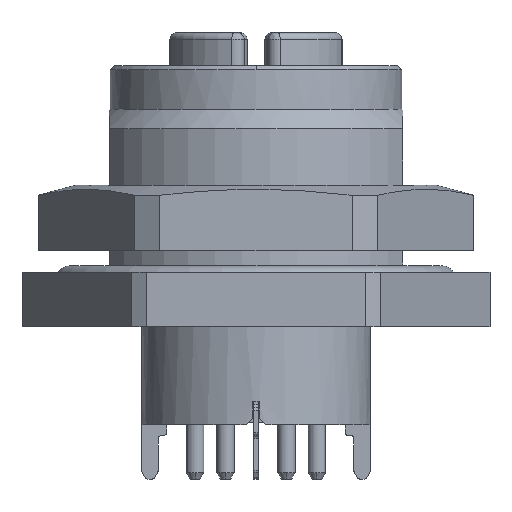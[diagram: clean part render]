
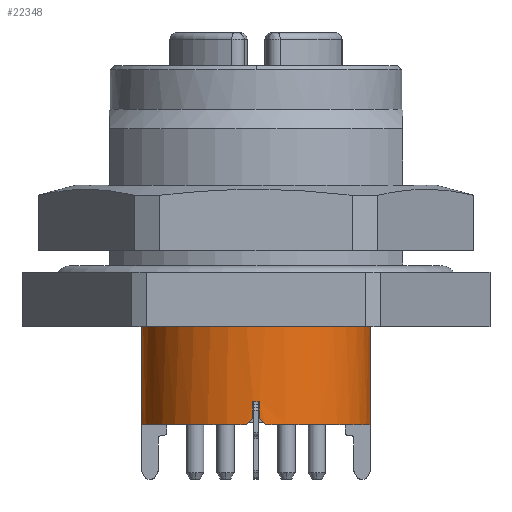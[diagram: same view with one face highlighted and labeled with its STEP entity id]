
A CAD part, front view. The second image highlights one B-rep face of the part: STEP entity #22348.
In plain terms, the highlighted cylindrical face has radius 5.25 mm (diameter 10.5 mm), a partial arc.
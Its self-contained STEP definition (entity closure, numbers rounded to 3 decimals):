
#20210=AXIS2_PLACEMENT_3D('Circle Axis2P3D',#20208,#20209,$) ;
#20300=AXIS2_PLACEMENT_3D('Circle Axis2P3D',#20298,#20299,$) ;
#22049=AXIS2_PLACEMENT_3D('Circle Axis2P3D',#22047,#22048,$) ;
#22253=AXIS2_PLACEMENT_3D('Cylinder Axis2P3D',#22250,#22251,#22252) ;
#22272=AXIS2_PLACEMENT_3D('Circle Axis2P3D',#22270,#22271,$) ;
#22294=AXIS2_PLACEMENT_3D('Circle Axis2P3D',#22292,#22293,$) ;
#20205=CARTESIAN_POINT('Vertex',(10.3,4.269,2.5)) ;
#20208=CARTESIAN_POINT('Axis2P3D Location',(10.75,9.5,2.5)) ;
#20212=CARTESIAN_POINT('Vertex',(5.519,9.05,2.5)) ;
#20234=CARTESIAN_POINT('Control Point',(5.502,9.35,2.8)) ;
#20235=CARTESIAN_POINT('Control Point',(5.504,9.29,2.74)) ;
#20236=CARTESIAN_POINT('Control Point',(5.506,9.23,2.68)) ;
#20237=CARTESIAN_POINT('Control Point',(5.51,9.17,2.62)) ;
#20238=CARTESIAN_POINT('Control Point',(5.514,9.11,2.56)) ;
#20239=CARTESIAN_POINT('Control Point',(5.519,9.05,2.5)) ;
#20240=CARTESIAN_POINT('Vertex',(5.502,9.35,2.8)) ;
#20260=CARTESIAN_POINT('Line Origine',(5.502,9.35,3.175)) ;
#20264=CARTESIAN_POINT('Vertex',(5.502,9.35,3.55)) ;
#20290=CARTESIAN_POINT('Vertex',(5.5,9.5,3.55)) ;
#20298=CARTESIAN_POINT('Axis2P3D Location',(10.75,9.5,3.55)) ;
#22042=CARTESIAN_POINT('Vertex',(10.9,4.252,3.55)) ;
#22047=CARTESIAN_POINT('Axis2P3D Location',(10.75,9.5,3.55)) ;
#22051=CARTESIAN_POINT('Vertex',(10.6,4.252,3.55)) ;
#22077=CARTESIAN_POINT('Line Origine',(10.6,4.252,3.175)) ;
#22081=CARTESIAN_POINT('Vertex',(10.6,4.252,2.8)) ;
#22102=CARTESIAN_POINT('Control Point',(10.3,4.269,2.5)) ;
#22103=CARTESIAN_POINT('Control Point',(10.36,4.264,2.56)) ;
#22104=CARTESIAN_POINT('Control Point',(10.42,4.26,2.62)) ;
#22105=CARTESIAN_POINT('Control Point',(10.48,4.256,2.68)) ;
#22106=CARTESIAN_POINT('Control Point',(10.54,4.254,2.74)) ;
#22107=CARTESIAN_POINT('Control Point',(10.6,4.252,2.8)) ;
#22250=CARTESIAN_POINT('Axis2P3D Location',(10.75,9.5,1.675)) ;
#22255=CARTESIAN_POINT('Line Origine',(10.9,4.252,1.675)) ;
#22259=CARTESIAN_POINT('Vertex',(10.9,4.252,2.8)) ;
#22263=CARTESIAN_POINT('Control Point',(10.9,4.252,2.8)) ;
#22264=CARTESIAN_POINT('Control Point',(11.,4.255,2.7)) ;
#22265=CARTESIAN_POINT('Control Point',(11.1,4.261,2.6)) ;
#22266=CARTESIAN_POINT('Control Point',(11.2,4.269,2.5)) ;
#22267=CARTESIAN_POINT('Vertex',(11.2,4.269,2.5)) ;
#22270=CARTESIAN_POINT('Axis2P3D Location',(10.75,9.5,2.5)) ;
#22274=CARTESIAN_POINT('Vertex',(15.981,9.05,2.5)) ;
#22278=CARTESIAN_POINT('Control Point',(15.981,9.05,2.5)) ;
#22279=CARTESIAN_POINT('Control Point',(15.989,9.15,2.6)) ;
#22280=CARTESIAN_POINT('Control Point',(15.995,9.25,2.7)) ;
#22281=CARTESIAN_POINT('Control Point',(15.998,9.35,2.8)) ;
#22282=CARTESIAN_POINT('Vertex',(15.998,9.35,2.8)) ;
#22285=CARTESIAN_POINT('Line Origine',(15.998,9.35,1.675)) ;
#22289=CARTESIAN_POINT('Vertex',(15.998,9.35,3.55)) ;
#22292=CARTESIAN_POINT('Axis2P3D Location',(10.75,9.5,3.55)) ;
#22296=CARTESIAN_POINT('Vertex',(16.,9.5,3.55)) ;
#22299=CARTESIAN_POINT('Line Origine',(16.,9.5,1.675)) ;
#22303=CARTESIAN_POINT('Vertex',(16.,9.5,7.)) ;
#22307=CARTESIAN_POINT('Control Point',(5.5,9.5,7.)) ;
#22308=CARTESIAN_POINT('Control Point',(5.5,8.675,7.)) ;
#22309=CARTESIAN_POINT('Control Point',(5.662,7.851,7.)) ;
#22310=CARTESIAN_POINT('Control Point',(5.986,7.068,7.)) ;
#22311=CARTESIAN_POINT('Control Point',(6.923,5.673,7.)) ;
#22312=CARTESIAN_POINT('Control Point',(8.318,4.736,7.)) ;
#22313=CARTESIAN_POINT('Control Point',(9.101,4.412,7.)) ;
#22314=CARTESIAN_POINT('Control Point',(10.75,4.088,7.)) ;
#22315=CARTESIAN_POINT('Control Point',(12.399,4.412,7.)) ;
#22316=CARTESIAN_POINT('Control Point',(13.182,4.736,7.)) ;
#22317=CARTESIAN_POINT('Control Point',(14.577,5.673,7.)) ;
#22318=CARTESIAN_POINT('Control Point',(15.514,7.068,7.)) ;
#22319=CARTESIAN_POINT('Control Point',(15.838,7.851,7.)) ;
#22320=CARTESIAN_POINT('Control Point',(16.,8.675,7.)) ;
#22321=CARTESIAN_POINT('Control Point',(16.,9.5,7.)) ;
#22322=CARTESIAN_POINT('Vertex',(5.5,9.5,7.)) ;
#22325=CARTESIAN_POINT('Line Origine',(5.5,9.5,1.675)) ;
#20209=DIRECTION('Axis2P3D Direction',(0.,0.,1.)) ;
#20261=DIRECTION('Vector Direction',(0.,0.,1.)) ;
#20299=DIRECTION('Axis2P3D Direction',(-0.,0.,1.)) ;
#22048=DIRECTION('Axis2P3D Direction',(0.,0.,1.)) ;
#22078=DIRECTION('Vector Direction',(0.,0.,1.)) ;
#22251=DIRECTION('Axis2P3D Direction',(0.,0.,1.)) ;
#22252=DIRECTION('Axis2P3D XDirection',(-1.,0.,0.)) ;
#22256=DIRECTION('Vector Direction',(0.,0.,1.)) ;
#22271=DIRECTION('Axis2P3D Direction',(0.,0.,1.)) ;
#22286=DIRECTION('Vector Direction',(0.,0.,1.)) ;
#22293=DIRECTION('Axis2P3D Direction',(0.,0.,1.)) ;
#22300=DIRECTION('Vector Direction',(0.,0.,1.)) ;
#22326=DIRECTION('Vector Direction',(0.,0.,1.)) ;
#20262=VECTOR('Line Direction',#20261,1.) ;
#22079=VECTOR('Line Direction',#22078,1.) ;
#22257=VECTOR('Line Direction',#22256,1.) ;
#22287=VECTOR('Line Direction',#22286,1.) ;
#22301=VECTOR('Line Direction',#22300,1.) ;
#22327=VECTOR('Line Direction',#22326,1.) ;
#22331=ORIENTED_EDGE('',*,*,#22083,.T.) ;
#22332=ORIENTED_EDGE('',*,*,#22053,.T.) ;
#22333=ORIENTED_EDGE('',*,*,#22261,.F.) ;
#22334=ORIENTED_EDGE('',*,*,#22269,.T.) ;
#22335=ORIENTED_EDGE('',*,*,#22276,.T.) ;
#22336=ORIENTED_EDGE('',*,*,#22284,.T.) ;
#22337=ORIENTED_EDGE('',*,*,#22291,.T.) ;
#22338=ORIENTED_EDGE('',*,*,#22298,.T.) ;
#22339=ORIENTED_EDGE('',*,*,#22305,.F.) ;
#22340=ORIENTED_EDGE('',*,*,#22324,.F.) ;
#22341=ORIENTED_EDGE('',*,*,#22329,.T.) ;
#22342=ORIENTED_EDGE('',*,*,#20302,.T.) ;
#22343=ORIENTED_EDGE('',*,*,#20266,.F.) ;
#22344=ORIENTED_EDGE('',*,*,#20242,.T.) ;
#22345=ORIENTED_EDGE('',*,*,#20214,.T.) ;
#22346=ORIENTED_EDGE('',*,*,#22108,.T.) ;
#22348=ADVANCED_FACE('MANIFOLD_SOLID_BREP #42882',(#22347),#22254,.T.) ;
#20233=B_SPLINE_CURVE_WITH_KNOTS('',5,(#20234,#20235,#20236,#20237,#20238,#20239),.UNSPECIFIED.,.F.,.U.,(6,6),(0.,0.601),.UNSPECIFIED.) ;
#22101=B_SPLINE_CURVE_WITH_KNOTS('',5,(#22102,#22103,#22104,#22105,#22106,#22107),.UNSPECIFIED.,.F.,.U.,(6,6),(0.,0.601),.UNSPECIFIED.) ;
#22262=B_SPLINE_CURVE_WITH_KNOTS('',3,(#22263,#22264,#22265,#22266),.UNSPECIFIED.,.F.,.U.,(4,4),(0.,0.601),.UNSPECIFIED.) ;
#22277=B_SPLINE_CURVE_WITH_KNOTS('',3,(#22278,#22279,#22280,#22281),.UNSPECIFIED.,.F.,.U.,(4,4),(0.,0.601),.UNSPECIFIED.) ;
#22306=B_SPLINE_CURVE_WITH_KNOTS('',5,(#22307,#22308,#22309,#22310,#22311,#22312,#22313,#22314,#22315,#22316,#22317,#22318,#22319,#22320,#22321),.UNSPECIFIED.,.F.,.U.,(6,3,3,3,6),(-8.247,-4.123,0.,4.123,8.247),.UNSPECIFIED.) ;
#20211=CIRCLE('generated circle',#20210,5.25) ;
#20301=CIRCLE('generated circle',#20300,5.25) ;
#22050=CIRCLE('generated circle',#22049,5.25) ;
#22273=CIRCLE('generated circle',#22272,5.25) ;
#22295=CIRCLE('generated circle',#22294,5.25) ;
#22254=CYLINDRICAL_SURFACE('generated cylinder',#22253,5.25) ;
#20214=EDGE_CURVE('',#20213,#20206,#20211,.T.) ;
#20242=EDGE_CURVE('',#20241,#20213,#20233,.T.) ;
#20266=EDGE_CURVE('',#20241,#20265,#20263,.T.) ;
#20302=EDGE_CURVE('',#20291,#20265,#20301,.T.) ;
#22053=EDGE_CURVE('',#22052,#22043,#22050,.T.) ;
#22083=EDGE_CURVE('',#22082,#22052,#22080,.T.) ;
#22108=EDGE_CURVE('',#20206,#22082,#22101,.T.) ;
#22261=EDGE_CURVE('',#22260,#22043,#22258,.T.) ;
#22269=EDGE_CURVE('',#22260,#22268,#22262,.T.) ;
#22276=EDGE_CURVE('',#22268,#22275,#22273,.T.) ;
#22284=EDGE_CURVE('',#22275,#22283,#22277,.T.) ;
#22291=EDGE_CURVE('',#22283,#22290,#22288,.T.) ;
#22298=EDGE_CURVE('',#22290,#22297,#22295,.T.) ;
#22305=EDGE_CURVE('',#22304,#22297,#22302,.F.) ;
#22324=EDGE_CURVE('',#22323,#22304,#22306,.T.) ;
#22329=EDGE_CURVE('',#22323,#20291,#22328,.F.) ;
#22330=EDGE_LOOP('',(#22331,#22332,#22333,#22334,#22335,#22336,#22337,#22338,#22339,#22340,#22341,#22342,#22343,#22344,#22345,#22346)) ;
#22347=FACE_OUTER_BOUND('',#22330,.T.) ;
#20263=LINE('Line',#20260,#20262) ;
#22080=LINE('Line',#22077,#22079) ;
#22258=LINE('Line',#22255,#22257) ;
#22288=LINE('Line',#22285,#22287) ;
#22302=LINE('Line',#22299,#22301) ;
#22328=LINE('Line',#22325,#22327) ;
#20206=VERTEX_POINT('',#20205) ;
#20213=VERTEX_POINT('',#20212) ;
#20241=VERTEX_POINT('',#20240) ;
#20265=VERTEX_POINT('',#20264) ;
#20291=VERTEX_POINT('',#20290) ;
#22043=VERTEX_POINT('',#22042) ;
#22052=VERTEX_POINT('',#22051) ;
#22082=VERTEX_POINT('',#22081) ;
#22260=VERTEX_POINT('',#22259) ;
#22268=VERTEX_POINT('',#22267) ;
#22275=VERTEX_POINT('',#22274) ;
#22283=VERTEX_POINT('',#22282) ;
#22290=VERTEX_POINT('',#22289) ;
#22297=VERTEX_POINT('',#22296) ;
#22304=VERTEX_POINT('',#22303) ;
#22323=VERTEX_POINT('',#22322) ;
